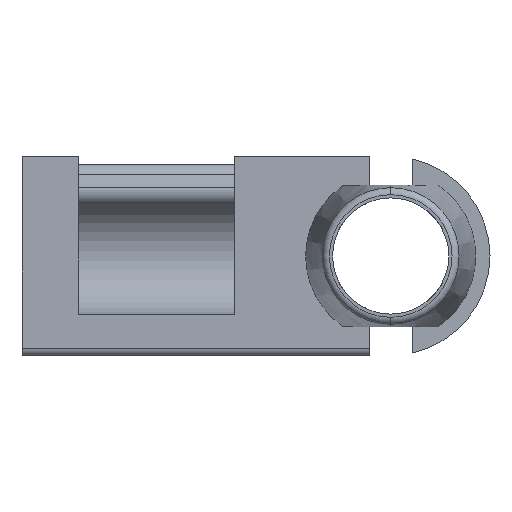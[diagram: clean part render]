
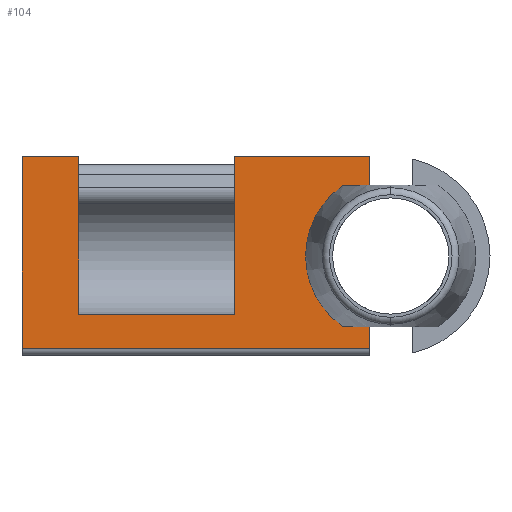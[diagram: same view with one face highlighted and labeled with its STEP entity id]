
A CAD part, front view. The second image highlights one B-rep face of the part: STEP entity #104.
In plain terms, the highlighted planar face has unit normal (0, -1, 0).
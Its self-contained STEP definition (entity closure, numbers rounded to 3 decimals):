
#16 = VERTEX_POINT ( 'NONE', #666 ) ;
#18 = EDGE_CURVE ( 'NONE', #19, #16, #665, .T. ) ;
#19 = VERTEX_POINT ( 'NONE', #661 ) ;
#27 = ORIENTED_EDGE ( 'NONE', *, *, #36, .F. ) ;
#28 = ORIENTED_EDGE ( 'NONE', *, *, #91, .T. ) ;
#36 = EDGE_CURVE ( 'NONE', #37, #409, #698, .T. ) ;
#37 = VERTEX_POINT ( 'NONE', #694 ) ;
#91 = EDGE_CURVE ( 'NONE', #37, #19, #750, .T. ) ;
#92 = ORIENTED_EDGE ( 'NONE', *, *, #18, .T. ) ;
#93 = ORIENTED_EDGE ( 'NONE', *, *, #94, .T. ) ;
#94 = EDGE_CURVE ( 'NONE', #16, #519, #746, .T. ) ;
#95 = ORIENTED_EDGE ( 'NONE', *, *, #518, .F. ) ;
#104 = ADVANCED_FACE ( 'NONE', ( #799 ), #798, .F. ) ;
#105 = EDGE_LOOP ( 'NONE', ( #106, #107, #109, #110, #111, #27, #28, #92, #93, #95 ) ) ;
#106 = ORIENTED_EDGE ( 'NONE', *, *, #559, .F. ) ;
#107 = ORIENTED_EDGE ( 'NONE', *, *, #108, .T. ) ;
#108 = EDGE_CURVE ( 'NONE', #555, #338, #793, .T. ) ;
#109 = ORIENTED_EDGE ( 'NONE', *, *, #340, .T. ) ;
#110 = ORIENTED_EDGE ( 'NONE', *, *, #450, .T. ) ;
#111 = ORIENTED_EDGE ( 'NONE', *, *, #411, .T. ) ;
#336 = VERTEX_POINT ( 'NONE', #1232 ) ;
#338 = VERTEX_POINT ( 'NONE', #1231 ) ;
#340 = EDGE_CURVE ( 'NONE', #338, #336, #1225, .T. ) ;
#409 = VERTEX_POINT ( 'NONE', #1366 ) ;
#411 = EDGE_CURVE ( 'NONE', #412, #409, #1365, .T. ) ;
#412 = VERTEX_POINT ( 'NONE', #1361 ) ;
#450 = EDGE_CURVE ( 'NONE', #336, #412, #1418, .T. ) ;
#518 = EDGE_CURVE ( 'NONE', #560, #519, #1541, .T. ) ;
#519 = VERTEX_POINT ( 'NONE', #1537 ) ;
#555 = VERTEX_POINT ( 'NONE', #1651 ) ;
#559 = EDGE_CURVE ( 'NONE', #555, #560, #1645, .T. ) ;
#560 = VERTEX_POINT ( 'NONE', #1641 ) ;
#661 = CARTESIAN_POINT ( 'NONE',  ( -11., 0., -4.1 ) ) ;
#662 = DIRECTION ( 'NONE',  ( -1., 0., 0. ) ) ;
#663 = VECTOR ( 'NONE', #662, 1000. ) ;
#664 = CARTESIAN_POINT ( 'NONE',  ( 0., 0., -4.1 ) ) ;
#665 = LINE ( 'NONE', #664, #663 ) ;
#666 = CARTESIAN_POINT ( 'NONE',  ( -22., 0., -4.1 ) ) ;
#694 = CARTESIAN_POINT ( 'NONE',  ( -11., 0., 7. ) ) ;
#695 = DIRECTION ( 'NONE',  ( 1., 0., 0. ) ) ;
#696 = VECTOR ( 'NONE', #695, 1000. ) ;
#697 = CARTESIAN_POINT ( 'NONE',  ( -26., 0., 7. ) ) ;
#698 = LINE ( 'NONE', #697, #696 ) ;
#745 = CARTESIAN_POINT ( 'NONE',  ( -22., 0., 0. ) ) ;
#746 = LINE ( 'NONE', #745, #811 ) ;
#747 = DIRECTION ( 'NONE',  ( 0., 0., -1. ) ) ;
#748 = VECTOR ( 'NONE', #747, 1000. ) ;
#749 = CARTESIAN_POINT ( 'NONE',  ( -11., 0., 0. ) ) ;
#750 = LINE ( 'NONE', #749, #748 ) ;
#790 = DIRECTION ( 'NONE',  ( 1., 0., 0. ) ) ;
#791 = VECTOR ( 'NONE', #790, 1000. ) ;
#792 = CARTESIAN_POINT ( 'NONE',  ( 0., 0., -6.5 ) ) ;
#793 = LINE ( 'NONE', #792, #791 ) ;
#794 = DIRECTION ( 'NONE',  ( 0., 0., 1. ) ) ;
#795 = DIRECTION ( 'NONE',  ( 0., 1., 0. ) ) ;
#796 = CARTESIAN_POINT ( 'NONE',  ( 0., 0., 0. ) ) ;
#797 = AXIS2_PLACEMENT_3D ( 'NONE', #796, #795, #794 ) ;
#798 = PLANE ( 'NONE',  #797 ) ;
#799 = FACE_OUTER_BOUND ( 'NONE', #105, .T. ) ;
#810 = DIRECTION ( 'NONE',  ( 0., 0., 1. ) ) ;
#811 = VECTOR ( 'NONE', #810, 1000. ) ;
#1222 = DIRECTION ( 'NONE',  ( 0., 0., 1. ) ) ;
#1223 = VECTOR ( 'NONE', #1222, 1000. ) ;
#1224 = CARTESIAN_POINT ( 'NONE',  ( -1.5, 0., 0. ) ) ;
#1225 = LINE ( 'NONE', #1224, #1223 ) ;
#1231 = CARTESIAN_POINT ( 'NONE',  ( -1.5, 0., -6.5 ) ) ;
#1232 = CARTESIAN_POINT ( 'NONE',  ( -1.5, 0., -4.77 ) ) ;
#1361 = CARTESIAN_POINT ( 'NONE',  ( -1.5, 0., 4.77 ) ) ;
#1362 = DIRECTION ( 'NONE',  ( 0., 0., 1. ) ) ;
#1363 = VECTOR ( 'NONE', #1362, 1000. ) ;
#1364 = CARTESIAN_POINT ( 'NONE',  ( -1.5, 0., 0. ) ) ;
#1365 = LINE ( 'NONE', #1364, #1363 ) ;
#1366 = CARTESIAN_POINT ( 'NONE',  ( -1.5, 0., 7. ) ) ;
#1414 = DIRECTION ( 'NONE',  ( 0., 0., 1. ) ) ;
#1415 = DIRECTION ( 'NONE',  ( 0., 1., 0. ) ) ;
#1416 = CARTESIAN_POINT ( 'NONE',  ( 0., 0., 0. ) ) ;
#1417 = AXIS2_PLACEMENT_3D ( 'NONE', #1416, #1415, #1414 ) ;
#1418 = CIRCLE ( 'NONE', #1417, 5. ) ;
#1537 = CARTESIAN_POINT ( 'NONE',  ( -22., 0., 7. ) ) ;
#1538 = DIRECTION ( 'NONE',  ( 1., 0., 0. ) ) ;
#1539 = VECTOR ( 'NONE', #1538, 1000. ) ;
#1540 = CARTESIAN_POINT ( 'NONE',  ( -26., 0., 7. ) ) ;
#1541 = LINE ( 'NONE', #1540, #1539 ) ;
#1641 = CARTESIAN_POINT ( 'NONE',  ( -26., 0., 7. ) ) ;
#1642 = DIRECTION ( 'NONE',  ( 0., 0., 1. ) ) ;
#1643 = VECTOR ( 'NONE', #1642, 1000. ) ;
#1644 = CARTESIAN_POINT ( 'NONE',  ( -26., 0., -7. ) ) ;
#1645 = LINE ( 'NONE', #1644, #1643 ) ;
#1651 = CARTESIAN_POINT ( 'NONE',  ( -26., 0., -6.5 ) ) ;
